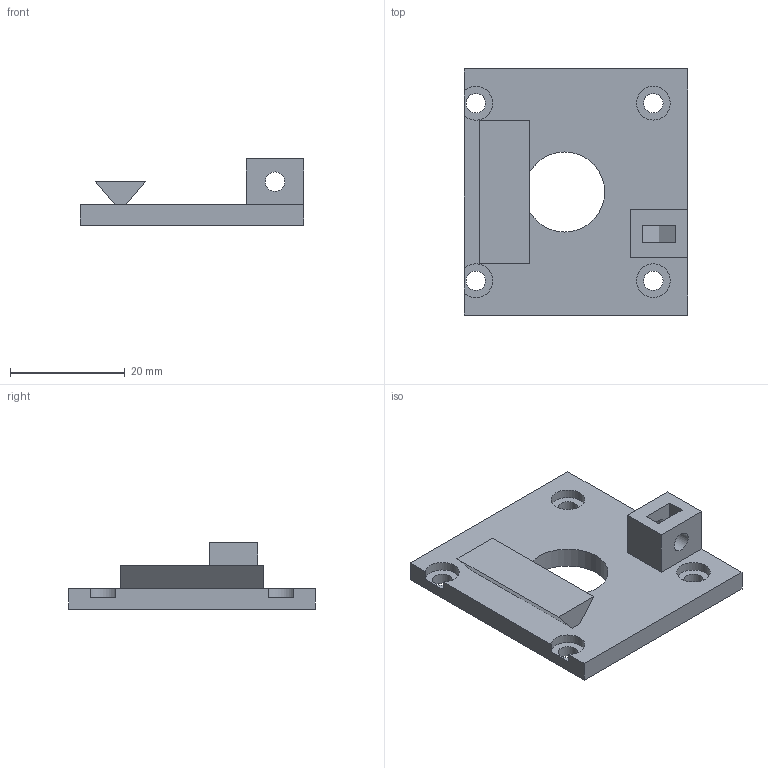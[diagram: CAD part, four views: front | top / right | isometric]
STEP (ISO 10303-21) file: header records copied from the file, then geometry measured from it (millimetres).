
FILE_DESCRIPTION(('FreeCAD Model'),'2;1');
FILE_NAME('Open CASCADE Shape Model','2021-07-31T14:16:27',('Author'),( ''),'Open CASCADE STEP processor 7.5','FreeCAD','Unknown');
FILE_SCHEMA(('AUTOMOTIVE_DESIGN { 1 0 10303 214 1 1 1 1 }'));
Length unit declared in the file: millimetre
Products named in the file (1): Art56MotorHolderB
Bounding box: 39 x 43 x 11.6 mm (x, y, z)
Volume: 6303.5 mm3; surface area: 4808.5 mm2
Topology: 1 solids, 1 shells, 36 faces, 94 edges, 64 vertices
Faces by surface type: plane 25, cylinder 11
Full cylindrical faces by diameter (mm): 3.4 x6, 5.9 x2, 14 x1
Entity records: 2439 total; most frequent: CARTESIAN_POINT 485, DIRECTION 365, LINE 230, VECTOR 230, ORIENTED_EDGE 188, PCURVE 188, DEFINITIONAL_REPRESENTATION 188, EDGE_CURVE 94
